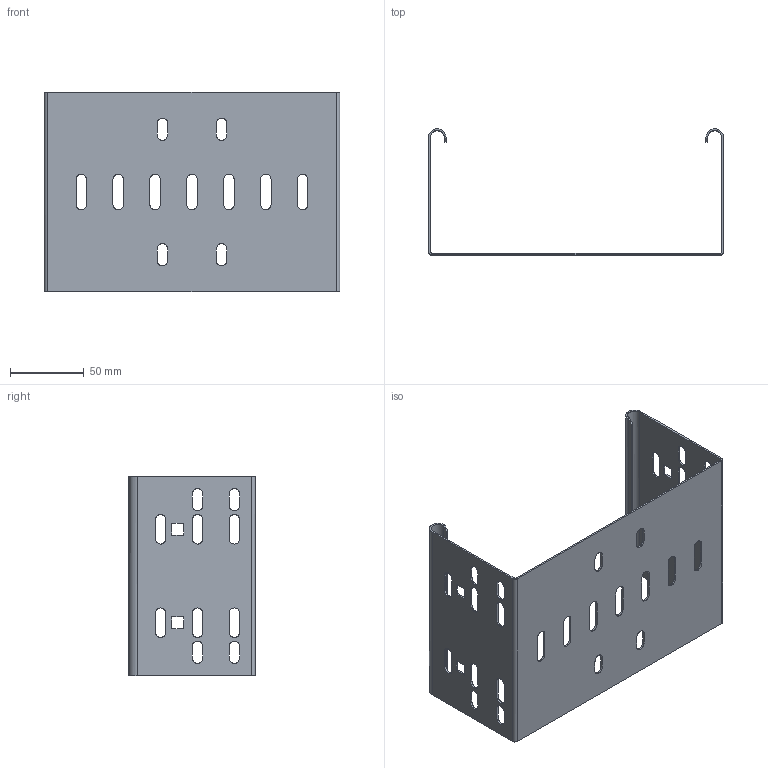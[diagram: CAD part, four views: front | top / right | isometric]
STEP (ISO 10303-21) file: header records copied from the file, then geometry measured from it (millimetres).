
FILE_DESCRIPTION(/* description */ (''),/* implementation_level */ '2;1');
FILE_NAME(/* name */ '6065814',/* time_stamp */ '2014-10-10T12:53:02+02:00',/* author */ (''),/* organization */ (''),/* preprocessor_version */ 'ST-DEVELOPER v15',/* originating_system */ '',/* authorisation */ '');
FILE_SCHEMA (('AUTOMOTIVE_DESIGN'));
Length unit declared in the file: millimetre
Products named in the file (1): Document
Bounding box: 200 x 85.49 x 135 mm (x, y, z)
Volume: 61699.1 mm3; surface area: 101727.3 mm2
Topology: 1 solids, 1 shells, 189 faces, 553 edges, 366 vertices
Faces by surface type: bspline 109, plane 80
Entity records: 6886 total; most frequent: CARTESIAN_POINT 3554, ORIENTED_EDGE 1106, EDGE_CURVE 553, VERTEX_POINT 366, B_SPLINE_CURVE_WITH_KNOTS 335, EDGE_LOOP 259, ADVANCED_FACE 189, FACE_OUTER_BOUND 189
